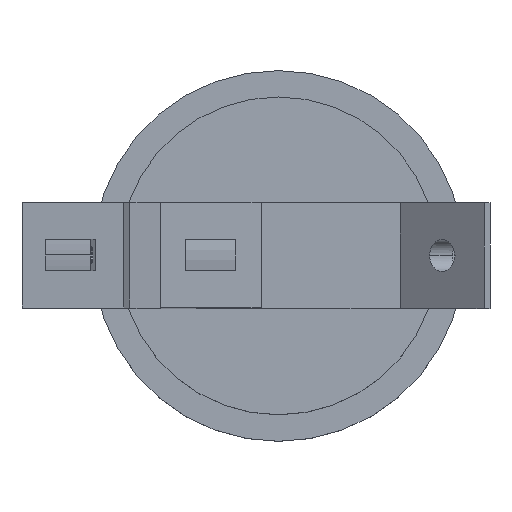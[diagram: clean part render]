
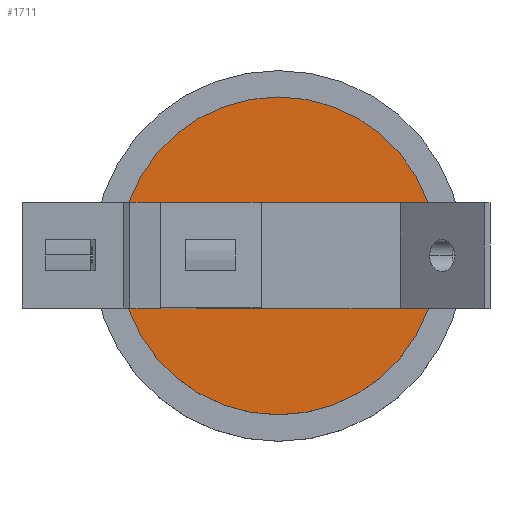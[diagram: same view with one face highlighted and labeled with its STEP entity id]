
A CAD part, top view. The second image highlights one B-rep face of the part: STEP entity #1711.
In plain terms, the highlighted planar face has unit normal (0, 0, 1).
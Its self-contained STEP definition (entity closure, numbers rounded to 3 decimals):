
#14 = CARTESIAN_POINT ( 'NONE',  ( -21.375, 10., 18. ) ) ;
#79 = EDGE_LOOP ( 'NONE', ( #1751, #1124 ) ) ;
#80 = EDGE_CURVE ( 'NONE', #1089, #1053, #1321, .T. ) ;
#88 = VECTOR ( 'NONE', #1043, 1000. ) ;
#116 = CARTESIAN_POINT ( 'NONE',  ( -21.375, 10., 18. ) ) ;
#136 = DIRECTION ( 'NONE',  ( 0., 0., 1. ) ) ;
#142 = DIRECTION ( 'NONE',  ( 1., 0., 0. ) ) ;
#166 = DIRECTION ( 'NONE',  ( 0., 0., 1. ) ) ;
#183 = EDGE_CURVE ( 'NONE', #382, #1255, #1170, .T. ) ;
#206 = CARTESIAN_POINT ( 'NONE',  ( -30., 0., 18. ) ) ;
#274 = CARTESIAN_POINT ( 'NONE',  ( 23., -10., 18. ) ) ;
#291 = ORIENTED_EDGE ( 'NONE', *, *, #1282, .T. ) ;
#322 = CARTESIAN_POINT ( 'NONE',  ( 30., 0., 18. ) ) ;
#339 = LINE ( 'NONE', #1464, #1087 ) ;
#382 = VERTEX_POINT ( 'NONE', #322 ) ;
#397 = LINE ( 'NONE', #449, #88 ) ;
#417 = AXIS2_PLACEMENT_3D ( 'NONE', #723, #166, #1310 ) ;
#424 = ORIENTED_EDGE ( 'NONE', *, *, #971, .F. ) ;
#449 = CARTESIAN_POINT ( 'NONE',  ( 23., 10., 18. ) ) ;
#496 = VERTEX_POINT ( 'NONE', #14 ) ;
#517 = CARTESIAN_POINT ( 'NONE',  ( 0., 0., 18. ) ) ;
#571 = DIRECTION ( 'NONE',  ( 1., 0., 0. ) ) ;
#572 = PLANE ( 'NONE',  #417 ) ;
#574 = CARTESIAN_POINT ( 'NONE',  ( 0., 0., 18. ) ) ;
#648 = CIRCLE ( 'NONE', #683, 30. ) ;
#683 = AXIS2_PLACEMENT_3D ( 'NONE', #517, #136, #142 ) ;
#687 = VECTOR ( 'NONE', #1233, 1000. ) ;
#688 = EDGE_LOOP ( 'NONE', ( #291, #1093, #424, #1702 ) ) ;
#723 = CARTESIAN_POINT ( 'NONE',  ( 0., 0., 18. ) ) ;
#733 = DIRECTION ( 'NONE',  ( -1., 0., 0. ) ) ;
#964 = VERTEX_POINT ( 'NONE', #1366 ) ;
#971 = EDGE_CURVE ( 'NONE', #496, #1053, #1444, .T. ) ;
#1043 = DIRECTION ( 'NONE',  ( -1., 0., 0. ) ) ;
#1053 = VERTEX_POINT ( 'NONE', #1390 ) ;
#1087 = VECTOR ( 'NONE', #1327, 1000. ) ;
#1089 = VERTEX_POINT ( 'NONE', #274 ) ;
#1093 = ORIENTED_EDGE ( 'NONE', *, *, #80, .T. ) ;
#1124 = ORIENTED_EDGE ( 'NONE', *, *, #183, .T. ) ;
#1170 = CIRCLE ( 'NONE', #1258, 30. ) ;
#1218 = EDGE_CURVE ( 'NONE', #964, #496, #397, .T. ) ;
#1233 = DIRECTION ( 'NONE',  ( 0., -1., 0. ) ) ;
#1255 = VERTEX_POINT ( 'NONE', #206 ) ;
#1258 = AXIS2_PLACEMENT_3D ( 'NONE', #574, #1286, #571 ) ;
#1277 = CARTESIAN_POINT ( 'NONE',  ( -16., -10., 18. ) ) ;
#1282 = EDGE_CURVE ( 'NONE', #964, #1089, #339, .T. ) ;
#1286 = DIRECTION ( 'NONE',  ( 0., 0., 1. ) ) ;
#1310 = DIRECTION ( 'NONE',  ( 1., 0., 0. ) ) ;
#1321 = LINE ( 'NONE', #1277, #1560 ) ;
#1327 = DIRECTION ( 'NONE',  ( 0., -1., 0. ) ) ;
#1364 = FACE_OUTER_BOUND ( 'NONE', #79, .T. ) ;
#1366 = CARTESIAN_POINT ( 'NONE',  ( 23., 10., 18. ) ) ;
#1390 = CARTESIAN_POINT ( 'NONE',  ( -21.375, -10., 18. ) ) ;
#1444 = LINE ( 'NONE', #116, #687 ) ;
#1464 = CARTESIAN_POINT ( 'NONE',  ( 23., 10., 18. ) ) ;
#1499 = FACE_BOUND ( 'NONE', #688, .T. ) ;
#1515 = EDGE_CURVE ( 'NONE', #1255, #382, #648, .T. ) ;
#1560 = VECTOR ( 'NONE', #733, 1000. ) ;
#1702 = ORIENTED_EDGE ( 'NONE', *, *, #1218, .F. ) ;
#1711 = ADVANCED_FACE ( 'NONE', ( #1364, #1499 ), #572, .T. ) ;
#1751 = ORIENTED_EDGE ( 'NONE', *, *, #1515, .T. ) ;
